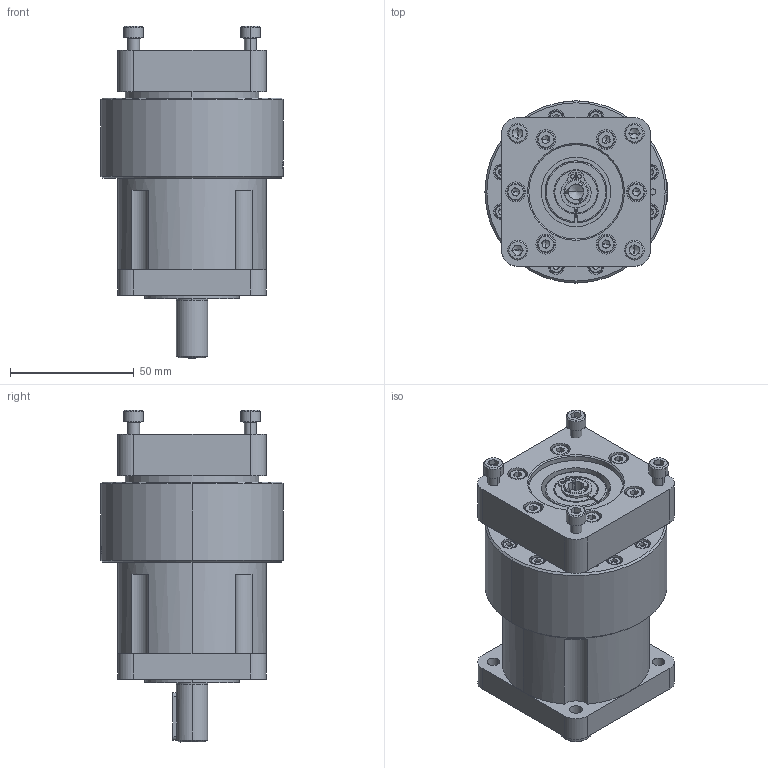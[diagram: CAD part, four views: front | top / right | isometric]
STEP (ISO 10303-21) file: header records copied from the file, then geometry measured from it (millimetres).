
FILE_DESCRIPTION (( 'STEP AP203' ), '1' );
FILE_NAME ('HPGCN23-10025.step', '2021-03-30T17:05:09', ( '' ), ( '' ), 'SwSTEP 2.0', 'SolidWorks 2021', '' );
FILE_SCHEMA (( 'CONFIG_CONTROL_DESIGN' ));
Length unit declared in the file: inch
Products named in the file (1): HPGCN23-10025
Bounding box: 73.48 x 73.48 x 134 mm (x, y, z)
Volume: 336872.9 mm3; surface area: 53844.1 mm2
Topology: 5 solids, 41 shells, 1361 faces, 3396 edges, 2118 vertices
Faces by surface type: plane 616, cylinder 460, cone 207, bspline 78
Entity records: 47177 total; most frequent: CARTESIAN_POINT 14662, DIRECTION 7057, ORIENTED_EDGE 6636, EDGE_CURVE 3318, AXIS2_PLACEMENT_3D 2725, VERTEX_POINT 2118, VECTOR 1607, LINE 1607
